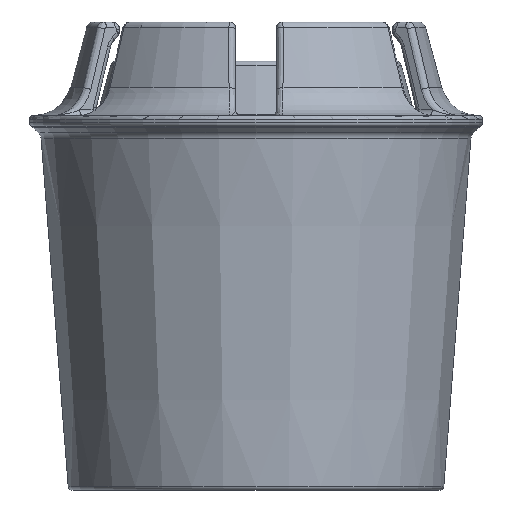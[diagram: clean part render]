
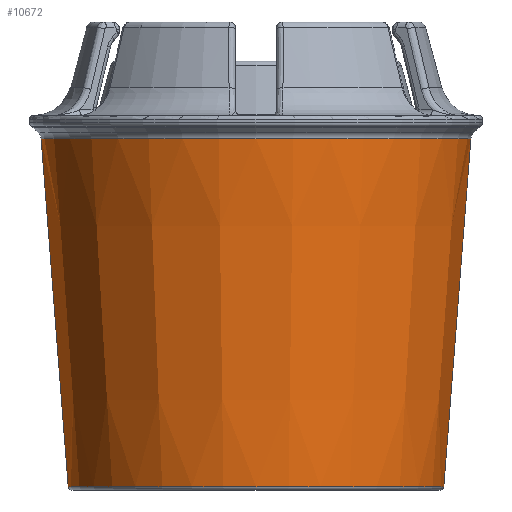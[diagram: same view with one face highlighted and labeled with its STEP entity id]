
A CAD part, front view. The second image highlights one B-rep face of the part: STEP entity #10672.
In plain terms, the highlighted conical face has half-angle 4.453 degrees and reference radius 11.185 mm.
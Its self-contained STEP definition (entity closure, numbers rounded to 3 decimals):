
#539 = LINE ( 'NONE', #29867, #7828 ) ;
#1346 = AXIS2_PLACEMENT_3D ( 'NONE', #20603, #11062, #15799 ) ;
#2005 = CARTESIAN_POINT ( 'NONE',  ( 0., 0., -67.313 ) ) ;
#2946 = DIRECTION ( 'NONE',  ( 1., 0., 0. ) ) ;
#3187 = DIRECTION ( 'NONE',  ( 0.078, 0., 0.997 ) ) ;
#7828 = VECTOR ( 'NONE', #3187, 1000. ) ;
#8260 = ORIENTED_EDGE ( 'NONE', *, *, #8458, .F. ) ;
#8458 = EDGE_CURVE ( 'NONE', #16411, #17281, #30427, .T. ) ;
#8945 = VERTEX_POINT ( 'NONE', #15856 ) ;
#9556 = CARTESIAN_POINT ( 'NONE',  ( -11.479, 0., -67.313 ) ) ;
#10232 = EDGE_CURVE ( 'NONE', #20582, #8945, #539, .T. ) ;
#10672 = ADVANCED_FACE ( 'NONE', ( #27303 ), #20062, .T. ) ;
#11062 = DIRECTION ( 'NONE',  ( 0., 0., 1. ) ) ;
#11329 = ORIENTED_EDGE ( 'NONE', *, *, #12767, .T. ) ;
#12767 = EDGE_CURVE ( 'NONE', #16411, #20582, #22660, .T. ) ;
#13120 = CARTESIAN_POINT ( 'NONE',  ( -11.185, 0., -71.086 ) ) ;
#14293 = DIRECTION ( 'NONE',  ( 1., 0., 0. ) ) ;
#15142 = DIRECTION ( 'NONE',  ( -0.078, 0., 0.997 ) ) ;
#15224 = CARTESIAN_POINT ( 'NONE',  ( -10.031, 0., -85.902 ) ) ;
#15799 = DIRECTION ( 'NONE',  ( 1., 0., 0. ) ) ;
#15856 = CARTESIAN_POINT ( 'NONE',  ( 11.479, 0., -67.313 ) ) ;
#16321 = VECTOR ( 'NONE', #15142, 1000. ) ;
#16411 = VERTEX_POINT ( 'NONE', #15224 ) ;
#17045 = ORIENTED_EDGE ( 'NONE', *, *, #10232, .T. ) ;
#17281 = VERTEX_POINT ( 'NONE', #9556 ) ;
#17750 = AXIS2_PLACEMENT_3D ( 'NONE', #2005, #29239, #14293 ) ;
#20062 = CONICAL_SURFACE ( 'NONE', #31548, 11.185, 0.078 ) ;
#20261 = DIRECTION ( 'NONE',  ( 0., 0., 1. ) ) ;
#20582 = VERTEX_POINT ( 'NONE', #31427 ) ;
#20603 = CARTESIAN_POINT ( 'NONE',  ( 0., 0., -85.902 ) ) ;
#22660 = CIRCLE ( 'NONE', #1346, 10.031 ) ;
#25830 = EDGE_LOOP ( 'NONE', ( #8260, #11329, #17045, #27265 ) ) ;
#26641 = EDGE_CURVE ( 'NONE', #8945, #17281, #30619, .T. ) ;
#27265 = ORIENTED_EDGE ( 'NONE', *, *, #26641, .T. ) ;
#27303 = FACE_OUTER_BOUND ( 'NONE', #25830, .T. ) ;
#29239 = DIRECTION ( 'NONE',  ( 0., 0., -1. ) ) ;
#29742 = CARTESIAN_POINT ( 'NONE',  ( 0., 0., -71.086 ) ) ;
#29867 = CARTESIAN_POINT ( 'NONE',  ( 11.185, 0., -71.086 ) ) ;
#30427 = LINE ( 'NONE', #13120, #16321 ) ;
#30619 = CIRCLE ( 'NONE', #17750, 11.479 ) ;
#31427 = CARTESIAN_POINT ( 'NONE',  ( 10.031, 0., -85.902 ) ) ;
#31548 = AXIS2_PLACEMENT_3D ( 'NONE', #29742, #20261, #2946 ) ;
